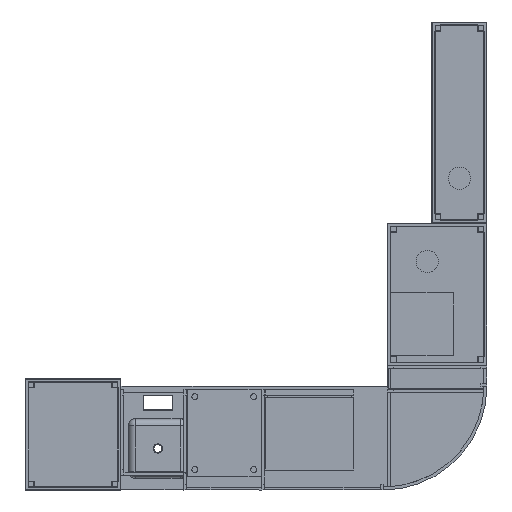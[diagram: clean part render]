
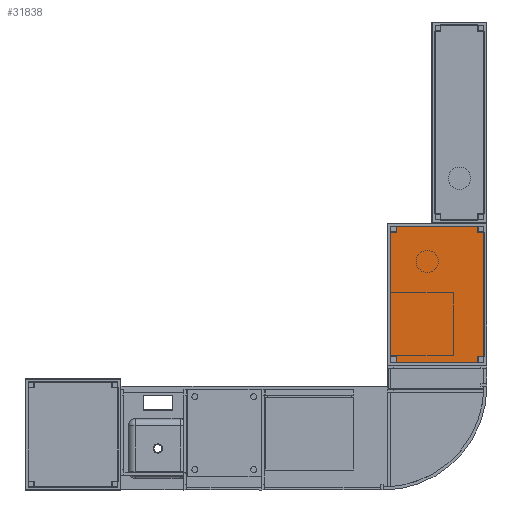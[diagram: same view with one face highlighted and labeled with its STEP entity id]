
A CAD part, front view. The second image highlights one B-rep face of the part: STEP entity #31838.
In plain terms, the highlighted planar face has unit normal (0, -1, 0).
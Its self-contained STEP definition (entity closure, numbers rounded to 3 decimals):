
#18 = LINE ( 'NONE', #31526, #31180 ) ;
#1584 = CARTESIAN_POINT ( 'NONE',  ( 459., 189., -275. ) ) ;
#1608 = EDGE_CURVE ( 'NONE', #17548, #15944, #34190, .T. ) ;
#2751 = EDGE_CURVE ( 'NONE', #16722, #28810, #10003, .T. ) ;
#3388 = DIRECTION ( 'NONE',  ( -1., 0., 0. ) ) ;
#3481 = CARTESIAN_POINT ( 'NONE',  ( -420., 189., -275. ) ) ;
#3712 = CARTESIAN_POINT ( 'NONE',  ( -420., 189., 314. ) ) ;
#3988 = VECTOR ( 'NONE', #9986, 1000. ) ;
#4043 = VECTOR ( 'NONE', #16967, 1000. ) ;
#4151 = LINE ( 'NONE', #24558, #23392 ) ;
#5709 = CARTESIAN_POINT ( 'NONE',  ( 420., 189., -275. ) ) ;
#6404 = DIRECTION ( 'NONE',  ( 0., 0., 1. ) ) ;
#6432 = CARTESIAN_POINT ( 'NONE',  ( -420., 189., 314. ) ) ;
#6689 = EDGE_CURVE ( 'NONE', #16038, #16722, #8182, .T. ) ;
#6957 = DIRECTION ( 'NONE',  ( -1., 0., 0. ) ) ;
#7198 = EDGE_CURVE ( 'NONE', #22732, #17548, #11712, .T. ) ;
#7212 = VERTEX_POINT ( 'NONE', #36310 ) ;
#7358 = EDGE_CURVE ( 'NONE', #9867, #7212, #29843, .T. ) ;
#7749 = LINE ( 'NONE', #19967, #24205 ) ;
#8051 = DIRECTION ( 'NONE',  ( 0., 0., -1. ) ) ;
#8182 = LINE ( 'NONE', #5709, #4043 ) ;
#8215 = CARTESIAN_POINT ( 'NONE',  ( -459., 189., -275. ) ) ;
#9805 = DIRECTION ( 'NONE',  ( 1., 0., 0. ) ) ;
#9867 = VERTEX_POINT ( 'NONE', #6432 ) ;
#9870 = CARTESIAN_POINT ( 'NONE',  ( -420., 189., 275. ) ) ;
#9986 = DIRECTION ( 'NONE',  ( 1., 0., 0. ) ) ;
#10003 = LINE ( 'NONE', #33655, #16658 ) ;
#10191 = CARTESIAN_POINT ( 'NONE',  ( 0., 189., 0. ) ) ;
#11029 = ORIENTED_EDGE ( 'NONE', *, *, #31057, .F. ) ;
#11182 = EDGE_LOOP ( 'NONE', ( #30603, #17098, #28543, #13755, #14257, #12179, #32485, #37698, #11029, #18269, #13984, #18705 ) ) ;
#11426 = CARTESIAN_POINT ( 'NONE',  ( 420., 189., 275. ) ) ;
#11712 = LINE ( 'NONE', #24496, #3988 ) ;
#12179 = ORIENTED_EDGE ( 'NONE', *, *, #28948, .F. ) ;
#12828 = CARTESIAN_POINT ( 'NONE',  ( 459., 189., 275. ) ) ;
#13045 = DIRECTION ( 'NONE',  ( 0., 0., 1. ) ) ;
#13100 = VECTOR ( 'NONE', #18753, 1000. ) ;
#13755 = ORIENTED_EDGE ( 'NONE', *, *, #2751, .F. ) ;
#13984 = ORIENTED_EDGE ( 'NONE', *, *, #23332, .F. ) ;
#14257 = ORIENTED_EDGE ( 'NONE', *, *, #6689, .F. ) ;
#14634 = VERTEX_POINT ( 'NONE', #20679 ) ;
#15539 = LINE ( 'NONE', #30231, #33489 ) ;
#15746 = FACE_OUTER_BOUND ( 'NONE', #11182, .T. ) ;
#15944 = VERTEX_POINT ( 'NONE', #1584 ) ;
#16038 = VERTEX_POINT ( 'NONE', #37058 ) ;
#16456 = CARTESIAN_POINT ( 'NONE',  ( 459., 189., 275. ) ) ;
#16658 = VECTOR ( 'NONE', #6957, 1000. ) ;
#16722 = VERTEX_POINT ( 'NONE', #35283 ) ;
#16967 = DIRECTION ( 'NONE',  ( 0., 0., -1. ) ) ;
#17029 = DIRECTION ( 'NONE',  ( 1., 0., 0. ) ) ;
#17098 = ORIENTED_EDGE ( 'NONE', *, *, #31501, .F. ) ;
#17269 = VERTEX_POINT ( 'NONE', #3481 ) ;
#17548 = VERTEX_POINT ( 'NONE', #12828 ) ;
#17549 = EDGE_CURVE ( 'NONE', #28810, #17269, #30016, .T. ) ;
#18269 = ORIENTED_EDGE ( 'NONE', *, *, #7358, .F. ) ;
#18705 = ORIENTED_EDGE ( 'NONE', *, *, #22394, .F. ) ;
#18753 = DIRECTION ( 'NONE',  ( 0., 0., 1. ) ) ;
#18939 = DIRECTION ( 'NONE',  ( 0., 0., -1. ) ) ;
#19967 = CARTESIAN_POINT ( 'NONE',  ( -420., 189., -275. ) ) ;
#20679 = CARTESIAN_POINT ( 'NONE',  ( -459., 189., -275. ) ) ;
#21601 = CARTESIAN_POINT ( 'NONE',  ( 420., 189., 315. ) ) ;
#21603 = VECTOR ( 'NONE', #8051, 1000. ) ;
#22337 = VECTOR ( 'NONE', #18939, 1000. ) ;
#22394 = EDGE_CURVE ( 'NONE', #28086, #30164, #18, .T. ) ;
#22732 = VERTEX_POINT ( 'NONE', #11426 ) ;
#23332 = EDGE_CURVE ( 'NONE', #30164, #9867, #15539, .T. ) ;
#23392 = VECTOR ( 'NONE', #3388, 1000. ) ;
#24205 = VECTOR ( 'NONE', #25503, 1000. ) ;
#24496 = CARTESIAN_POINT ( 'NONE',  ( 420., 189., 275. ) ) ;
#24558 = CARTESIAN_POINT ( 'NONE',  ( 460., 189., -275. ) ) ;
#25503 = DIRECTION ( 'NONE',  ( -1., 0., 0. ) ) ;
#26171 = DIRECTION ( 'NONE',  ( 0., 0., 1. ) ) ;
#26407 = CARTESIAN_POINT ( 'NONE',  ( -459., 189., 275. ) ) ;
#27213 = PLANE ( 'NONE',  #27848 ) ;
#27848 = AXIS2_PLACEMENT_3D ( 'NONE', #10191, #32736, #6404 ) ;
#28086 = VERTEX_POINT ( 'NONE', #26407 ) ;
#28543 = ORIENTED_EDGE ( 'NONE', *, *, #17549, .F. ) ;
#28810 = VERTEX_POINT ( 'NONE', #32203 ) ;
#28948 = EDGE_CURVE ( 'NONE', #15944, #16038, #4151, .T. ) ;
#29207 = LINE ( 'NONE', #8215, #30285 ) ;
#29843 = LINE ( 'NONE', #3712, #33812 ) ;
#30016 = LINE ( 'NONE', #36112, #13100 ) ;
#30164 = VERTEX_POINT ( 'NONE', #9870 ) ;
#30231 = CARTESIAN_POINT ( 'NONE',  ( -420., 189., 275. ) ) ;
#30285 = VECTOR ( 'NONE', #26171, 1000. ) ;
#30603 = ORIENTED_EDGE ( 'NONE', *, *, #31235, .F. ) ;
#31057 = EDGE_CURVE ( 'NONE', #7212, #22732, #33977, .T. ) ;
#31180 = VECTOR ( 'NONE', #17029, 1000. ) ;
#31235 = EDGE_CURVE ( 'NONE', #14634, #28086, #29207, .T. ) ;
#31501 = EDGE_CURVE ( 'NONE', #17269, #14634, #7749, .T. ) ;
#31526 = CARTESIAN_POINT ( 'NONE',  ( -460., 189., 275. ) ) ;
#31838 = ADVANCED_FACE ( 'NONE', ( #15746 ), #27213, .F. ) ;
#32203 = CARTESIAN_POINT ( 'NONE',  ( -420., 189., -314. ) ) ;
#32485 = ORIENTED_EDGE ( 'NONE', *, *, #1608, .F. ) ;
#32736 = DIRECTION ( 'NONE',  ( 0., 1., 0. ) ) ;
#33489 = VECTOR ( 'NONE', #13045, 1000. ) ;
#33655 = CARTESIAN_POINT ( 'NONE',  ( 420., 189., -314. ) ) ;
#33812 = VECTOR ( 'NONE', #9805, 1000. ) ;
#33977 = LINE ( 'NONE', #21601, #22337 ) ;
#34190 = LINE ( 'NONE', #16456, #21603 ) ;
#35283 = CARTESIAN_POINT ( 'NONE',  ( 420., 189., -314. ) ) ;
#36112 = CARTESIAN_POINT ( 'NONE',  ( -420., 189., -315. ) ) ;
#36310 = CARTESIAN_POINT ( 'NONE',  ( 420., 189., 314. ) ) ;
#37058 = CARTESIAN_POINT ( 'NONE',  ( 420., 189., -275. ) ) ;
#37698 = ORIENTED_EDGE ( 'NONE', *, *, #7198, .F. ) ;
